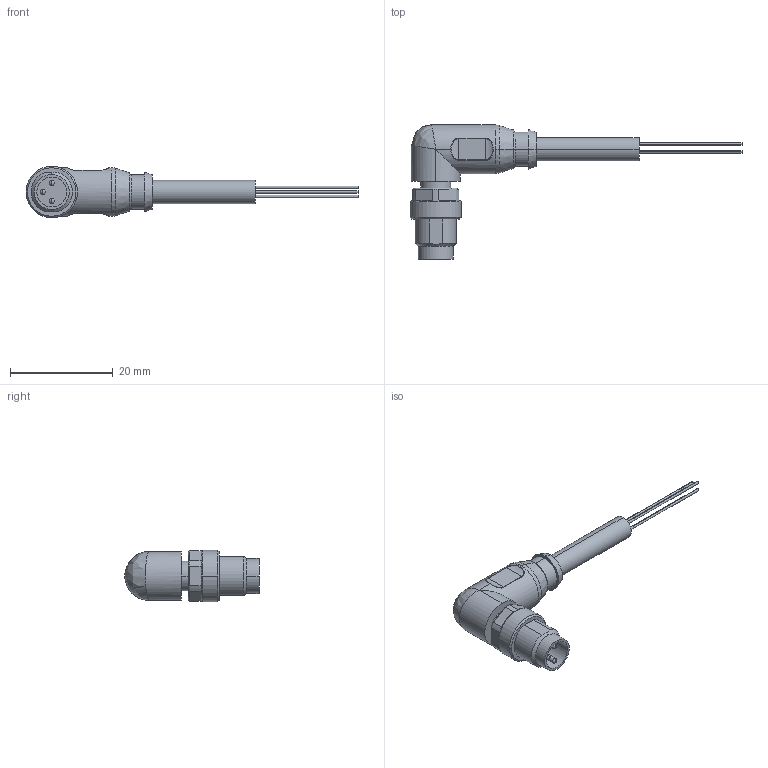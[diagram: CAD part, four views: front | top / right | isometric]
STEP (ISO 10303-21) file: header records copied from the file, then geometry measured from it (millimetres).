
FILE_DESCRIPTION (( 'STEP AP203' ), '1' );
FILE_NAME ('7000-08021-0301000.step', '2022-10-27T12:59:03', ( '' ), ( '' ), 'SwSTEP 2.0', 'SolidWorks 2021', '' );
FILE_SCHEMA (( 'CONFIG_CONTROL_DESIGN' ));
Length unit declared in the file: inch
Products named in the file (1): 7000-08021-0301000
Bounding box: 64.5 x 26.1 x 10 mm (x, y, z)
Volume: 2630.7 mm3; surface area: 1826.2 mm2
Topology: 4 solids, 4 shells, 118 faces, 266 edges, 164 vertices
Faces by surface type: cylinder 45, plane 40, cone 14, bspline 11, torus 8
Entity records: 4374 total; most frequent: CARTESIAN_POINT 1740, DIRECTION 531, ORIENTED_EDGE 528, EDGE_CURVE 264, AXIS2_PLACEMENT_3D 222, VERTEX_POINT 164, EDGE_LOOP 128, FACE_OUTER_BOUND 118
